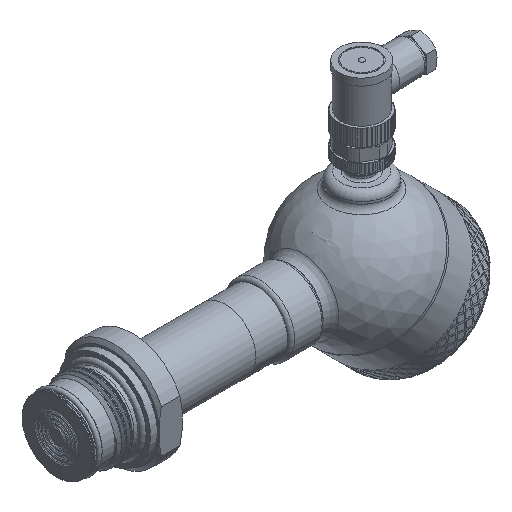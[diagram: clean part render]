
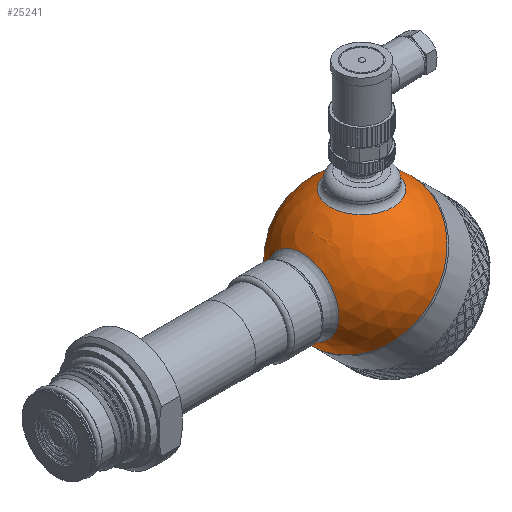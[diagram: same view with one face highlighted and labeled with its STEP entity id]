
A CAD part, isometric view. The second image highlights one B-rep face of the part: STEP entity #25241.
In plain terms, the highlighted spherical face has radius 30 mm.
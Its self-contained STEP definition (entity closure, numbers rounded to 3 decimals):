
#99=SPHERICAL_SURFACE('',#26708,30.);
#148=CIRCLE('',#26705,15.643);
#151=CIRCLE('',#26709,30.);
#152=CIRCLE('',#26710,30.);
#153=CIRCLE('',#26711,30.);
#154=CIRCLE('',#26712,13.5);
#1096=FACE_BOUND('',#5546,.T.);
#1097=FACE_BOUND('',#5547,.T.);
#3893=FACE_OUTER_BOUND('',#5545,.T.);
#5545=EDGE_LOOP('',(#18048,#18049,#18050,#18051));
#5546=EDGE_LOOP('',(#18052));
#5547=EDGE_LOOP('',(#18053));
#10256=VERTEX_POINT('',#39865);
#10258=VERTEX_POINT('',#39871);
#10259=VERTEX_POINT('',#39872);
#10260=VERTEX_POINT('',#39874);
#10261=VERTEX_POINT('',#39877);
#13204=EDGE_CURVE('',#10256,#10256,#148,.T.);
#13207=EDGE_CURVE('',#10258,#10259,#151,.T.);
#13208=EDGE_CURVE('',#10258,#10260,#152,.T.);
#13209=EDGE_CURVE('',#10259,#10258,#153,.T.);
#13210=EDGE_CURVE('',#10261,#10261,#154,.T.);
#18048=ORIENTED_EDGE('',*,*,#13207,.F.);
#18049=ORIENTED_EDGE('',*,*,#13208,.T.);
#18050=ORIENTED_EDGE('',*,*,#13208,.F.);
#18051=ORIENTED_EDGE('',*,*,#13209,.F.);
#18052=ORIENTED_EDGE('',*,*,#13204,.F.);
#18053=ORIENTED_EDGE('',*,*,#13210,.F.);
#25241=ADVANCED_FACE('',(#3893,#1096,#1097),#99,.T.);
#26705=AXIS2_PLACEMENT_3D('',#39866,#28544,#28545);
#26708=AXIS2_PLACEMENT_3D('',#39870,#28550,#28551);
#26709=AXIS2_PLACEMENT_3D('',#39873,#28552,#28553);
#26710=AXIS2_PLACEMENT_3D('',#39875,#28554,#28555);
#26711=AXIS2_PLACEMENT_3D('',#39876,#28556,#28557);
#26712=AXIS2_PLACEMENT_3D('',#39878,#28558,#28559);
#28544=DIRECTION('center_axis',(-0.707,0.,0.707));
#28545=DIRECTION('ref_axis',(0.707,0.,0.707));
#28550=DIRECTION('center_axis',(1.,0.,0.));
#28551=DIRECTION('ref_axis',(0.,-1.,0.));
#28552=DIRECTION('center_axis',(1.,0.,0.));
#28553=DIRECTION('ref_axis',(0.,1.,0.));
#28554=DIRECTION('center_axis',(0.,0.,1.));
#28555=DIRECTION('ref_axis',(0.,1.,0.));
#28556=DIRECTION('center_axis',(1.,0.,0.));
#28557=DIRECTION('ref_axis',(0.,1.,0.));
#28558=DIRECTION('center_axis',(-0.707,0.,-0.707));
#28559=DIRECTION('ref_axis',(-0.707,0.,0.707));
#39865=CARTESIAN_POINT('',(-29.162,0.,7.04));
#39866=CARTESIAN_POINT('Origin',(-18.101,0.,18.101));
#39870=CARTESIAN_POINT('Origin',(0.,0.,0.));
#39871=CARTESIAN_POINT('',(0.,30.,0.));
#39872=CARTESIAN_POINT('',(0.,-30.,0.));
#39873=CARTESIAN_POINT('Origin',(0.,0.,0.));
#39874=CARTESIAN_POINT('',(-30.,0.,0.));
#39875=CARTESIAN_POINT('Origin',(0.,0.,0.));
#39876=CARTESIAN_POINT('Origin',(0.,0.,0.));
#39877=CARTESIAN_POINT('',(-9.398,0.,-28.49));
#39878=CARTESIAN_POINT('Origin',(-18.944,0.,-18.944));
